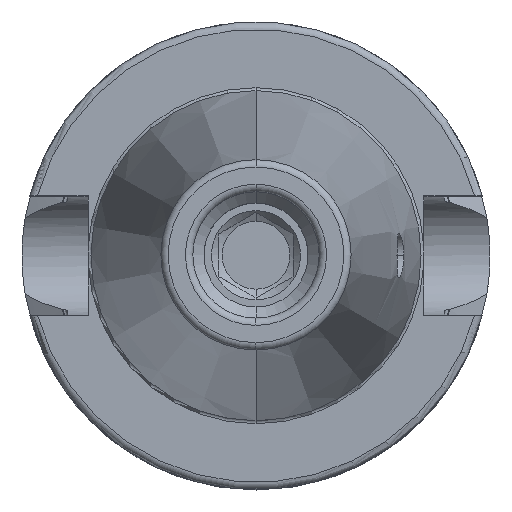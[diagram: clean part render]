
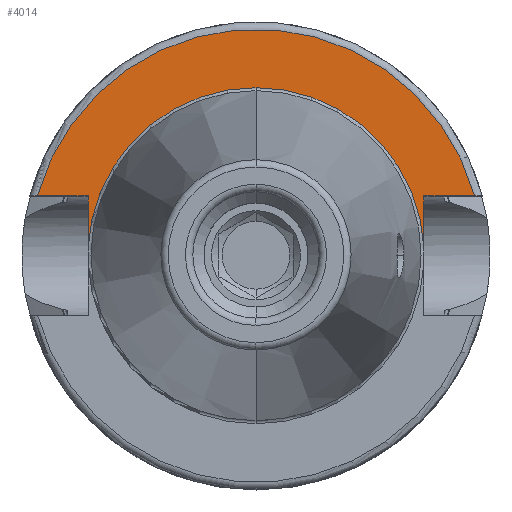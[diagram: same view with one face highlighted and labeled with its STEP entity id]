
A CAD part, top view. The second image highlights one B-rep face of the part: STEP entity #4014.
In plain terms, the highlighted planar face has unit normal (0, 0, 1).
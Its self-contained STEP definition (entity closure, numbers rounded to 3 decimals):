
#1321=DIRECTION('',(0,1,0));
#1322=VECTOR('',#1321,6.987);
#1323=CARTESIAN_POINT('',(-22.6,1.063,25));
#1324=LINE('',#1323,#1322);
#1325=DIRECTION('',(1,0,0));
#1326=VECTOR('',#1325,6.818);
#1327=CARTESIAN_POINT('',(-29.418,8.05,25));
#1328=LINE('',#1327,#1326);
#1329=DIRECTION('',(-1,0,0));
#1330=VECTOR('',#1329,6.818);
#1331=CARTESIAN_POINT('',(29.418,8.05,25));
#1332=LINE('',#1331,#1330);
#1333=DIRECTION('',(0,-1,0));
#1334=VECTOR('',#1333,6.987);
#1335=CARTESIAN_POINT('',(22.6,8.05,25));
#1336=LINE('',#1335,#1334);
#1343=CARTESIAN_POINT('',(0,0,25));
#1344=DIRECTION('',(0,0,1));
#1345=DIRECTION('',(0,1,0));
#1346=AXIS2_PLACEMENT_3D('',#1343,#1344,#1345);
#1374=CARTESIAN_POINT('',(0,0,25));
#1375=DIRECTION('',(0,0,-1));
#1376=DIRECTION('',(0,1,0));
#1377=AXIS2_PLACEMENT_3D('',#1374,#1375,#1376);
#1426=CARTESIAN_POINT('',(0,0,25));
#1427=DIRECTION('',(0,0,1));
#1428=DIRECTION('',(0.965,0.264,0));
#1429=AXIS2_PLACEMENT_3D('',#1426,#1427,#1428);
#2113=CARTESIAN_POINT('',(-22.6,1.063,25));
#2114=CARTESIAN_POINT('',(-22.6,8.05,25));
#2115=VERTEX_POINT('',#2113);
#2116=VERTEX_POINT('',#2114);
#2117=CARTESIAN_POINT('',(-29.418,8.05,25));
#2118=VERTEX_POINT('',#2117);
#2119=CARTESIAN_POINT('',(22.6,8.05,25));
#2120=CARTESIAN_POINT('',(22.6,1.063,25));
#2121=VERTEX_POINT('',#2119);
#2122=VERTEX_POINT('',#2120);
#2129=CARTESIAN_POINT('',(29.418,8.05,25));
#2130=VERTEX_POINT('',#2129);
#2177=CARTESIAN_POINT('',(0,22.625,25));
#2179=VERTEX_POINT('',#2177);
#3995=CARTESIAN_POINT('',(0,0,25));
#3996=DIRECTION('',(0,0,-1));
#3997=DIRECTION('',(0,-1,0));
#3998=AXIS2_PLACEMENT_3D('',#3995,#3996,#3997);
#3999=PLANE('',#3998);
#4000=ORIENTED_EDGE('',*,*,#3752,.T.);
#4001=ORIENTED_EDGE('',*,*,#3781,.F.);
#4003=ORIENTED_EDGE('',*,*,#4002,.F.);
#4005=ORIENTED_EDGE('',*,*,#4004,.T.);
#4007=ORIENTED_EDGE('',*,*,#4006,.T.);
#4009=ORIENTED_EDGE('',*,*,#4008,.F.);
#4011=ORIENTED_EDGE('',*,*,#4010,.T.);
#4012=EDGE_LOOP('',(#4000,#4001,#4003,#4005,#4007,#4009,#4011));
#4013=FACE_OUTER_BOUND('',#4012,.F.);
#4014=ADVANCED_FACE('',(#4013),#3999,.F.);
#1347=CIRCLE('',#1346,22.625);
#1378=CIRCLE('',#1377,22.625);
#1430=CIRCLE('',#1429,30.5);
#3752=EDGE_CURVE('',#2115,#2116,#1324,.T.);
#3781=EDGE_CURVE('',#2118,#2116,#1328,.T.);
#4002=EDGE_CURVE('',#2130,#2118,#1430,.T.);
#4004=EDGE_CURVE('',#2130,#2121,#1332,.T.);
#4006=EDGE_CURVE('',#2121,#2122,#1336,.T.);
#4008=EDGE_CURVE('',#2179,#2122,#1378,.T.);
#4010=EDGE_CURVE('',#2179,#2115,#1347,.T.);
